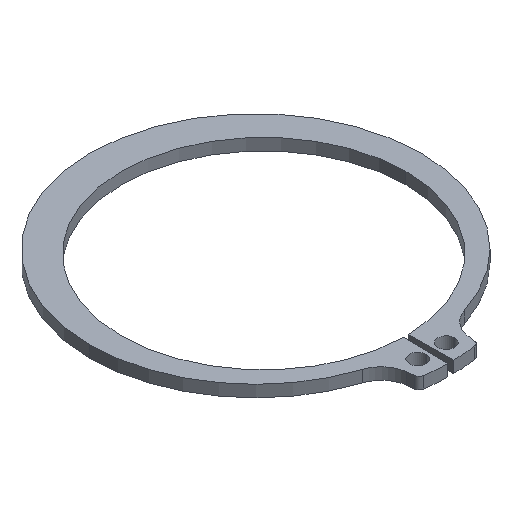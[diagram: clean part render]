
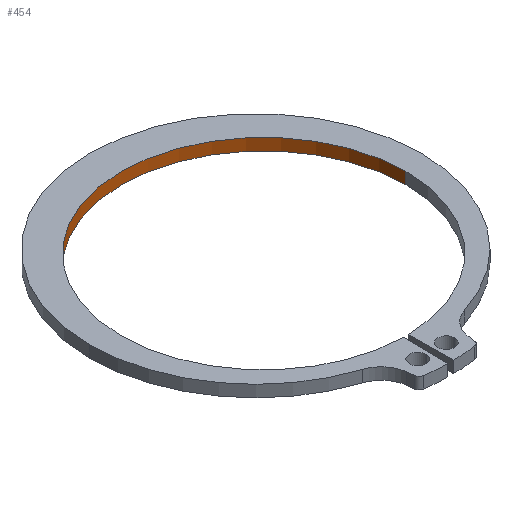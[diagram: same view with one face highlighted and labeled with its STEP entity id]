
A CAD part, isometric view. The second image highlights one B-rep face of the part: STEP entity #454.
In plain terms, the highlighted cylindrical face has radius 21.25 mm (diameter 42.5 mm), a partial arc.
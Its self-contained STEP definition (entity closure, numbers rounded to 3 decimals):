
#1 = CARTESIAN_POINT ( 'NONE',  ( -21.25, 0., -1.75 ) ) ;
#25 = CARTESIAN_POINT ( 'NONE',  ( 0., 0., 0. ) ) ;
#29 = CARTESIAN_POINT ( 'NONE',  ( 21.25, 0., 0. ) ) ;
#30 = VECTOR ( 'NONE', #513, 1000. ) ;
#31 = EDGE_CURVE ( 'NONE', #430, #372, #401, .T. ) ;
#75 = DIRECTION ( 'NONE',  ( 0., 0., 1. ) ) ;
#126 = VECTOR ( 'NONE', #727, 1000. ) ;
#138 = CARTESIAN_POINT ( 'NONE',  ( -21.25, 0., -1.75 ) ) ;
#139 = CARTESIAN_POINT ( 'NONE',  ( 0., 0., -1.75 ) ) ;
#141 = CARTESIAN_POINT ( 'NONE',  ( 21.25, 0., -1.75 ) ) ;
#159 = VERTEX_POINT ( 'NONE', #29 ) ;
#208 = CIRCLE ( 'NONE', #512, 21.25 ) ;
#213 = CARTESIAN_POINT ( 'NONE',  ( -21.25, 0., 0. ) ) ;
#260 = DIRECTION ( 'NONE',  ( 1., 0., 0. ) ) ;
#298 = ORIENTED_EDGE ( 'NONE', *, *, #545, .F. ) ;
#301 = AXIS2_PLACEMENT_3D ( 'NONE', #139, #495, #260 ) ;
#304 = CYLINDRICAL_SURFACE ( 'NONE', #441, 21.25 ) ;
#371 = ORIENTED_EDGE ( 'NONE', *, *, #31, .T. ) ;
#372 = VERTEX_POINT ( 'NONE', #523 ) ;
#401 = CIRCLE ( 'NONE', #301, 21.25 ) ;
#402 = EDGE_CURVE ( 'NONE', #430, #540, #717, .T. ) ;
#422 = EDGE_LOOP ( 'NONE', ( #718, #371, #595, #298 ) ) ;
#430 = VERTEX_POINT ( 'NONE', #1 ) ;
#441 = AXIS2_PLACEMENT_3D ( 'NONE', #553, #75, #558 ) ;
#442 = DIRECTION ( 'NONE',  ( 0., 0., -1. ) ) ;
#454 = ADVANCED_FACE ( 'NONE', ( #614 ), #304, .F. ) ;
#495 = DIRECTION ( 'NONE',  ( 0., 0., -1. ) ) ;
#512 = AXIS2_PLACEMENT_3D ( 'NONE', #25, #442, #573 ) ;
#513 = DIRECTION ( 'NONE',  ( 0., 0., 1. ) ) ;
#523 = CARTESIAN_POINT ( 'NONE',  ( 21.25, 0., -1.75 ) ) ;
#540 = VERTEX_POINT ( 'NONE', #213 ) ;
#545 = EDGE_CURVE ( 'NONE', #540, #159, #208, .T. ) ;
#553 = CARTESIAN_POINT ( 'NONE',  ( 0., 0., -1.75 ) ) ;
#558 = DIRECTION ( 'NONE',  ( 1., 0., 0. ) ) ;
#573 = DIRECTION ( 'NONE',  ( 1., 0., 0. ) ) ;
#595 = ORIENTED_EDGE ( 'NONE', *, *, #600, .T. ) ;
#600 = EDGE_CURVE ( 'NONE', #372, #159, #736, .T. ) ;
#614 = FACE_OUTER_BOUND ( 'NONE', #422, .T. ) ;
#717 = LINE ( 'NONE', #138, #126 ) ;
#718 = ORIENTED_EDGE ( 'NONE', *, *, #402, .F. ) ;
#727 = DIRECTION ( 'NONE',  ( 0., 0., 1. ) ) ;
#736 = LINE ( 'NONE', #141, #30 ) ;
